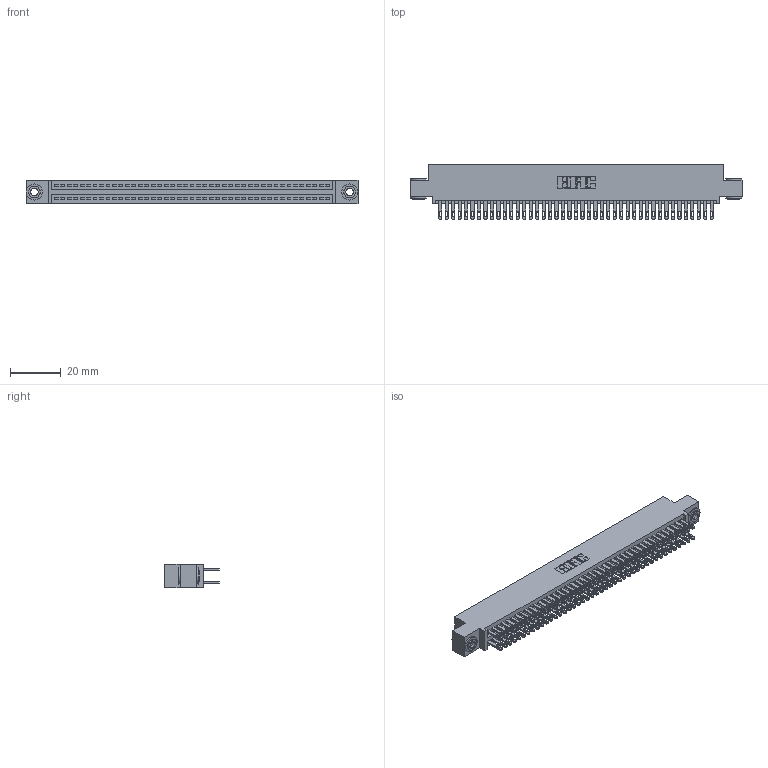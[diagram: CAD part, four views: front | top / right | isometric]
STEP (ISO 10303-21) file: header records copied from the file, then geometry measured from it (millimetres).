
FILE_DESCRIPTION (( 'STEP AP203' ), '1' );
FILE_NAME ('345-086-500-503.STEP', '2019-11-01T06:17:20', ( '' ), ( '' ), 'SwSTEP 2.0', 'SolidWorks 2016', '' );
FILE_SCHEMA (( 'CONFIG_CONTROL_DESIGN' ));
Length unit declared in the file: inch
Products named in the file (4): 345-086-500-503; 345 Part_0.110 Offset - 0.156 Dia-TH; 345-250-002_345-250-002-102; 345-292-001_345-293-100
Assembly tree (89 placements, depth 2):
  345-086-500-503
    345 Part_0.110 Offset - 0.156 Dia-TH
    345-292-001_345-293-100  x86
    345-250-002_345-250-002-102  x2
Bounding box: 130.43 x 21.51 x 9.4 mm (x, y, z)
Volume: 12888.1 mm3; surface area: 20245 mm2
Topology: 89 solids, 89 shells, 4124 faces, 12555 edges, 8366 vertices
Faces by surface type: plane 2416, cylinder 1700, cone 8
Entity records: 34316 total; most frequent: CARTESIAN_POINT 5727, ORIENTED_EDGE 5654, DIRECTION 5081, EDGE_CURVE 2827, LINE 2495, VECTOR 2495, VERTEX_POINT 1882, AXIS2_PLACEMENT_3D 1293
